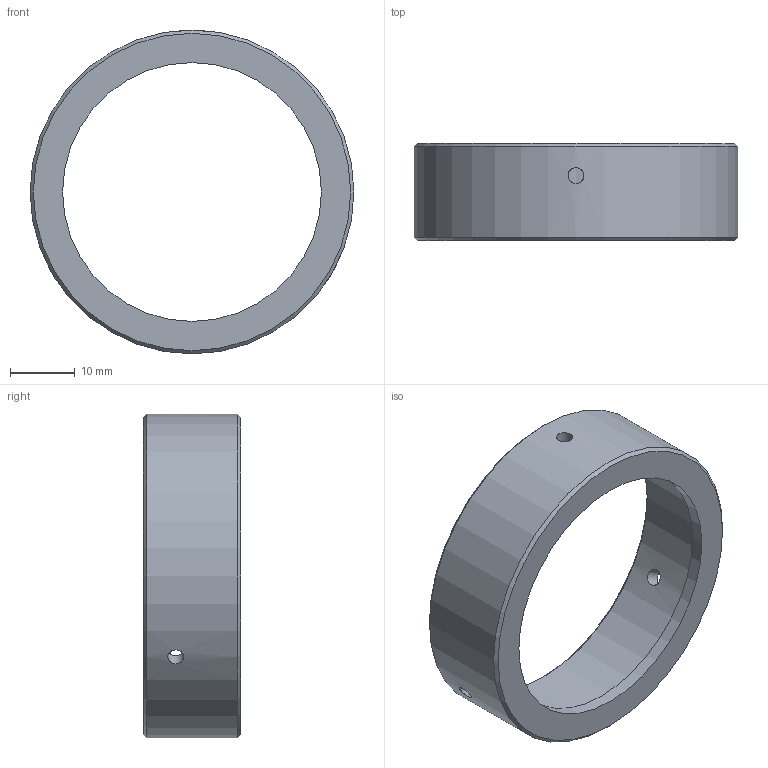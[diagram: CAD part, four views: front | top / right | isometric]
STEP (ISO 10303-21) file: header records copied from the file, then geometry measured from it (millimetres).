
FILE_DESCRIPTION(/* description */ ('Filteradapter D45,0-M40,5x0,5'),/* implementation_level */ '2;1');
FILE_NAME(/* name */ 'Filteradapter D45,0-M40,5x0,5.stp',/* time_stamp */ '2021-04-28T14:38:17+02:00',/* author */ ('ku.lange'),/* organization */ ('Vision & Control'),/* preprocessor_version */ 'ST-DEVELOPER v16.5',/* originating_system */ 'Autodesk Inventor 2017',/* authorisation */ '');
FILE_SCHEMA (('AUTOMOTIVE_DESIGN { 1 0 10303 214 3 1 1 }'));
Length unit declared in the file: millimetre
Products named in the file (1): 190.098.001.10
Bounding box: 50 x 15 x 50 mm (x, y, z)
Volume: 6084.6 mm3; surface area: 5762.6 mm2
Topology: 1 solids, 1 shells, 12 faces, 35 edges, 24 vertices
Faces by surface type: cylinder 6, cone 3, plane 3
Full cylindrical faces by diameter (mm): 2.459 x3, 39.959 x1, 45.1 x1, 50 x1
Entity records: 620 total; most frequent: CARTESIAN_POINT 346, DIRECTION 44, ORIENTED_EDGE 36, EDGE_LOOP 30, AXIS2_PLACEMENT_3D 22, FACE_BOUND 18, VERTEX_POINT 18, EDGE_CURVE 18
